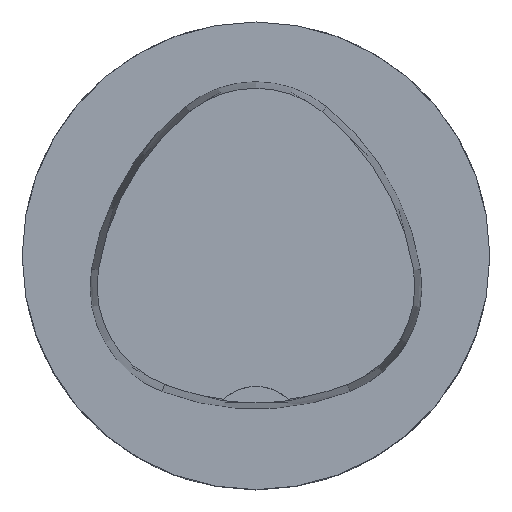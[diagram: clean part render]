
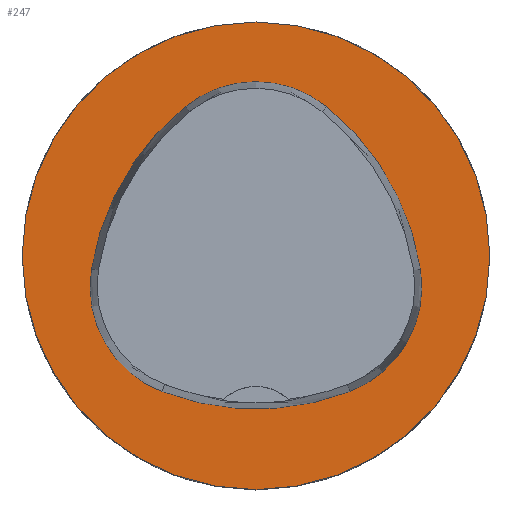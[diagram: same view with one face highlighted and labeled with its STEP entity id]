
A CAD part, top view. The second image highlights one B-rep face of the part: STEP entity #247.
In plain terms, the highlighted planar face has unit normal (0, 0, 1).
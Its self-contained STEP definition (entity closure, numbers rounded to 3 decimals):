
#247=ADVANCED_FACE('',(#498,#499),#304,.T.);
#304=PLANE('',#1444);
#498=FACE_BOUND('',#553,.T.);
#499=FACE_BOUND('',#554,.T.);
#553=EDGE_LOOP('',(#776,#777,#778,#779,#780,#781));
#554=EDGE_LOOP('',(#782));
#776=ORIENTED_EDGE('',*,*,#1172,.F.);
#777=ORIENTED_EDGE('',*,*,#1167,.F.);
#778=ORIENTED_EDGE('',*,*,#1162,.F.);
#779=ORIENTED_EDGE('',*,*,#1159,.F.);
#780=ORIENTED_EDGE('',*,*,#1156,.F.);
#781=ORIENTED_EDGE('',*,*,#1152,.F.);
#782=ORIENTED_EDGE('',*,*,#1143,.T.);
#1015=VERTEX_POINT('',#2295);
#1024=VERTEX_POINT('',#2314);
#1025=VERTEX_POINT('',#2315);
#1028=VERTEX_POINT('',#2323);
#1030=VERTEX_POINT('',#2329);
#1032=VERTEX_POINT('',#2335);
#1036=VERTEX_POINT('',#2348);
#1143=EDGE_CURVE('',#1015,#1015,#1246,.T.);
#1152=EDGE_CURVE('',#1024,#1025,#1247,.T.);
#1156=EDGE_CURVE('',#1025,#1028,#1249,.T.);
#1159=EDGE_CURVE('',#1028,#1030,#1251,.T.);
#1162=EDGE_CURVE('',#1030,#1032,#1253,.T.);
#1167=EDGE_CURVE('',#1032,#1036,#1256,.T.);
#1172=EDGE_CURVE('',#1036,#1024,#1259,.T.);
#1246=CIRCLE('',#1416,25.);
#1247=CIRCLE('',#1422,28.);
#1249=CIRCLE('',#1425,12.);
#1251=CIRCLE('',#1428,28.);
#1253=CIRCLE('',#1431,12.);
#1256=CIRCLE('',#1435,28.);
#1259=CIRCLE('',#1439,12.);
#1416=AXIS2_PLACEMENT_3D('',#2294,#1686,#1687);
#1422=AXIS2_PLACEMENT_3D('',#2313,#1702,#1703);
#1425=AXIS2_PLACEMENT_3D('',#2322,#1710,#1711);
#1428=AXIS2_PLACEMENT_3D('',#2328,#1717,#1718);
#1431=AXIS2_PLACEMENT_3D('',#2334,#1724,#1725);
#1435=AXIS2_PLACEMENT_3D('',#2347,#1733,#1734);
#1439=AXIS2_PLACEMENT_3D('',#2360,#1742,#1743);
#1444=AXIS2_PLACEMENT_3D('',#2365,#1752,#1753);
#1686=DIRECTION('',(0.,0.,1.));
#1687=DIRECTION('',(1.,0.,0.));
#1702=DIRECTION('',(0.,0.,1.));
#1703=DIRECTION('',(1.,0.,0.));
#1710=DIRECTION('',(0.,0.,1.));
#1711=DIRECTION('',(1.,0.,0.));
#1717=DIRECTION('',(0.,0.,1.));
#1718=DIRECTION('',(1.,0.,0.));
#1724=DIRECTION('',(0.,0.,1.));
#1725=DIRECTION('',(1.,0.,0.));
#1733=DIRECTION('',(0.,0.,1.));
#1734=DIRECTION('',(1.,0.,0.));
#1742=DIRECTION('',(0.,0.,1.));
#1743=DIRECTION('',(1.,0.,0.));
#1752=DIRECTION('',(0.,0.,1.));
#1753=DIRECTION('',(-1.,0.,0.));
#2294=CARTESIAN_POINT('',(0.,0.,0.));
#2295=CARTESIAN_POINT('',(25.,0.,0.));
#2313=CARTESIAN_POINT('',(-10.068,-5.824,0.));
#2314=CARTESIAN_POINT('',(17.584,-1.424,0.));
#2315=CARTESIAN_POINT('',(7.531,15.953,0.));
#2322=CARTESIAN_POINT('',(-0.011,6.62,0.));
#2323=CARTESIAN_POINT('',(-7.567,15.942,0.));
#2328=CARTESIAN_POINT('',(10.063,-5.81,0.));
#2329=CARTESIAN_POINT('',(-17.59,-1.418,0.));
#2334=CARTESIAN_POINT('',(-5.739,-3.3,0.));
#2335=CARTESIAN_POINT('',(-10.05,-14.499,0.));
#2347=CARTESIAN_POINT('',(0.01,11.631,0.));
#2348=CARTESIAN_POINT('',(10.025,-14.516,0.));
#2360=CARTESIAN_POINT('',(5.733,-3.31,0.));
#2365=CARTESIAN_POINT('',(0.,0.,0.));
